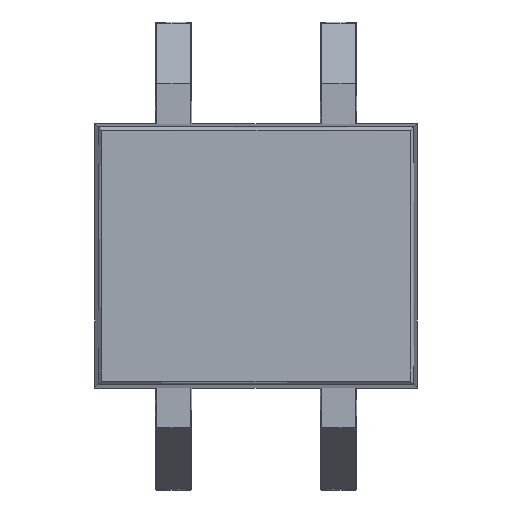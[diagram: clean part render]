
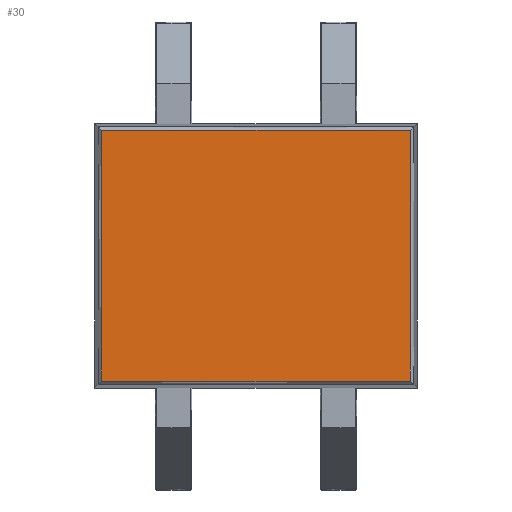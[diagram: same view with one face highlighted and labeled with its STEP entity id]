
A CAD part, top view. The second image highlights one B-rep face of the part: STEP entity #30.
In plain terms, the highlighted free-form (B-spline) face has degree [1, 1] with [2, 2] control points.
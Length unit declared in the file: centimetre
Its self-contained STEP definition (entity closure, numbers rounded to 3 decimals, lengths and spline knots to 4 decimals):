
#30=ADVANCED_FACE('',(#166),#1458,.T.);
#166=FACE_OUTER_BOUND('',#302,.T.);
#302=EDGE_LOOP('',(#453,#454,#455,#456));
#453=ORIENTED_EDGE('',*,*,#957,.T.);
#454=ORIENTED_EDGE('',*,*,#958,.T.);
#455=ORIENTED_EDGE('',*,*,#959,.T.);
#456=ORIENTED_EDGE('',*,*,#960,.T.);
#957=EDGE_CURVE('',#1217,#1218,#1485,.T.);
#958=EDGE_CURVE('',#1218,#1219,#1486,.T.);
#959=EDGE_CURVE('',#1219,#1220,#1487,.T.);
#960=EDGE_CURVE('',#1220,#1217,#1488,.T.);
#1217=VERTEX_POINT('',#2096);
#1218=VERTEX_POINT('',#2097);
#1219=VERTEX_POINT('',#2098);
#1220=VERTEX_POINT('',#2099);
#1458=B_SPLINE_SURFACE_WITH_KNOTS('',1,1,((#2040,#2041),(#2042,#2043)),.UNSPECIFIED.,
.F.,.F.,.F.,(2,2),(2,2),(0.4811,43.9569),(-35.7689,
-0.4811),.UNSPECIFIED.);
#1485=(
BOUNDED_CURVE()
B_SPLINE_CURVE(3,(#1908,#1909,#1910,#1911),.UNSPECIFIED.,.F.,.F.)
B_SPLINE_CURVE_WITH_KNOTS((4,4),(0.4811,43.9569),.UNSPECIFIED.)
CURVE()
GEOMETRIC_REPRESENTATION_ITEM()
RATIONAL_B_SPLINE_CURVE((1.,1.,1.,1.))
REPRESENTATION_ITEM('')
);
#1486=(
BOUNDED_CURVE()
B_SPLINE_CURVE(3,(#1912,#1913,#1914,#1915),.UNSPECIFIED.,.F.,.F.)
B_SPLINE_CURVE_WITH_KNOTS((4,4),(0.4811,35.7689),.UNSPECIFIED.)
CURVE()
GEOMETRIC_REPRESENTATION_ITEM()
RATIONAL_B_SPLINE_CURVE((1.,1.,1.,1.))
REPRESENTATION_ITEM('')
);
#1487=(
BOUNDED_CURVE()
B_SPLINE_CURVE(3,(#1916,#1917,#1918,#1919),.UNSPECIFIED.,.F.,.F.)
B_SPLINE_CURVE_WITH_KNOTS((4,4),(0.4811,43.9569),.UNSPECIFIED.)
CURVE()
GEOMETRIC_REPRESENTATION_ITEM()
RATIONAL_B_SPLINE_CURVE((1.,1.,1.,1.))
REPRESENTATION_ITEM('')
);
#1488=(
BOUNDED_CURVE()
B_SPLINE_CURVE(3,(#1920,#1921,#1922,#1923),.UNSPECIFIED.,.F.,.F.)
B_SPLINE_CURVE_WITH_KNOTS((4,4),(0.4811,35.7689),.UNSPECIFIED.)
CURVE()
GEOMETRIC_REPRESENTATION_ITEM()
RATIONAL_B_SPLINE_CURVE((1.,1.,1.,1.))
REPRESENTATION_ITEM('')
);
#1908=CARTESIAN_POINT('',(55.0361,41.8761,23.2079));
#1909=CARTESIAN_POINT('',(40.5442,41.8761,23.2079));
#1910=CARTESIAN_POINT('',(26.0523,41.8761,23.2079));
#1911=CARTESIAN_POINT('',(11.5604,41.8761,23.2079));
#1912=CARTESIAN_POINT('',(11.5604,41.8761,23.2079));
#1913=CARTESIAN_POINT('',(11.5604,30.1135,23.2079));
#1914=CARTESIAN_POINT('',(11.5604,18.3509,23.2079));
#1915=CARTESIAN_POINT('',(11.5604,6.5884,23.2079));
#1916=CARTESIAN_POINT('',(11.5604,6.5884,23.2079));
#1917=CARTESIAN_POINT('',(26.0523,6.5884,23.2079));
#1918=CARTESIAN_POINT('',(40.5442,6.5884,23.2079));
#1919=CARTESIAN_POINT('',(55.0361,6.5884,23.2079));
#1920=CARTESIAN_POINT('',(55.0361,6.5884,23.2079));
#1921=CARTESIAN_POINT('',(55.0361,18.3509,23.2079));
#1922=CARTESIAN_POINT('',(55.0361,30.1135,23.2079));
#1923=CARTESIAN_POINT('',(55.0361,41.8761,23.2079));
#2040=CARTESIAN_POINT('',(11.5604,6.5884,23.2079));
#2041=CARTESIAN_POINT('',(11.5604,41.8761,23.2079));
#2042=CARTESIAN_POINT('',(55.0361,6.5884,23.2079));
#2043=CARTESIAN_POINT('',(55.0361,41.8761,23.2079));
#2096=CARTESIAN_POINT('',(55.0361,41.8761,23.2079));
#2097=CARTESIAN_POINT('',(11.5604,41.8761,23.2079));
#2098=CARTESIAN_POINT('',(11.5604,6.5884,23.2079));
#2099=CARTESIAN_POINT('',(55.0361,6.5884,23.2079));
